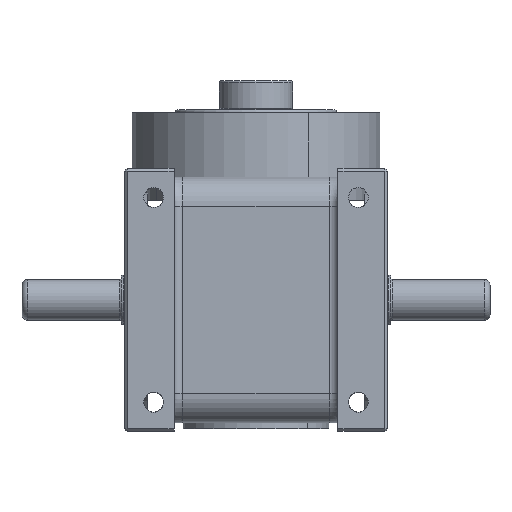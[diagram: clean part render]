
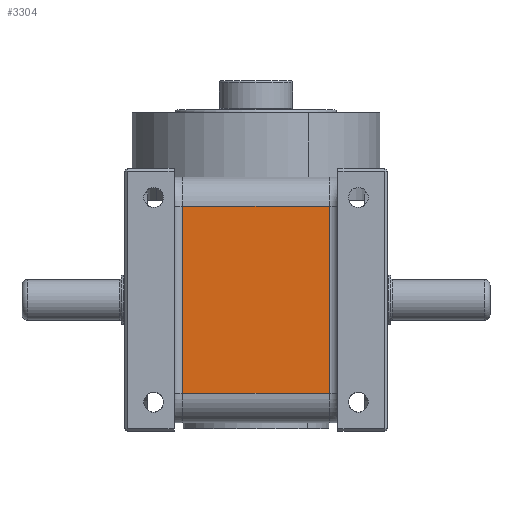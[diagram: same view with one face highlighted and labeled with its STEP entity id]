
A CAD part, front view. The second image highlights one B-rep face of the part: STEP entity #3304.
In plain terms, the highlighted planar face has unit normal (0, -1, 0).
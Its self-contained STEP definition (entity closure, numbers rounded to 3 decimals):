
#114 = VERTEX_POINT ( 'NONE', #8569 ) ;
#256 = EDGE_CURVE ( 'NONE', #114, #17259, #22305, .T. ) ;
#1292 = DIRECTION ( 'NONE',  ( 1., 0., 0. ) ) ;
#3304 = ADVANCED_FACE ( 'NONE', ( #3763 ), #19331, .F. ) ;
#3763 = FACE_OUTER_BOUND ( 'NONE', #17216, .T. ) ;
#4473 = LINE ( 'NONE', #21955, #15145 ) ;
#4689 = VECTOR ( 'NONE', #8647, 1000. ) ;
#5235 = CARTESIAN_POINT ( 'NONE',  ( -25., 6., -48. ) ) ;
#5310 = CARTESIAN_POINT ( 'NONE',  ( -25., 6., -32. ) ) ;
#7227 = DIRECTION ( 'NONE',  ( 0., 1., 0. ) ) ;
#7660 = VERTEX_POINT ( 'NONE', #20101 ) ;
#8347 = VECTOR ( 'NONE', #1292, 1000. ) ;
#8569 = CARTESIAN_POINT ( 'NONE',  ( 25., 6., 32. ) ) ;
#8647 = DIRECTION ( 'NONE',  ( 0., 0., 1. ) ) ;
#9807 = DIRECTION ( 'NONE',  ( -1., 0., 0. ) ) ;
#9818 = DIRECTION ( 'NONE',  ( 0., 0., 1. ) ) ;
#10026 = LINE ( 'NONE', #16682, #4689 ) ;
#11536 = VECTOR ( 'NONE', #9807, 1000. ) ;
#12644 = ORIENTED_EDGE ( 'NONE', *, *, #14797, .T. ) ;
#12944 = VERTEX_POINT ( 'NONE', #15783 ) ;
#12950 = CARTESIAN_POINT ( 'NONE',  ( -25., 6., 32. ) ) ;
#14303 = LINE ( 'NONE', #5310, #8347 ) ;
#14797 = EDGE_CURVE ( 'NONE', #12944, #114, #10026, .T. ) ;
#15145 = VECTOR ( 'NONE', #9818, 1000. ) ;
#15552 = ORIENTED_EDGE ( 'NONE', *, *, #256, .T. ) ;
#15783 = CARTESIAN_POINT ( 'NONE',  ( 25., 6., -32. ) ) ;
#15819 = CARTESIAN_POINT ( 'NONE',  ( -25., 6., 32. ) ) ;
#16042 = ORIENTED_EDGE ( 'NONE', *, *, #23453, .F. ) ;
#16682 = CARTESIAN_POINT ( 'NONE',  ( 25., 6., -48. ) ) ;
#17216 = EDGE_LOOP ( 'NONE', ( #16042, #23755, #12644, #15552 ) ) ;
#17259 = VERTEX_POINT ( 'NONE', #12950 ) ;
#19331 = PLANE ( 'NONE',  #22903 ) ;
#20101 = CARTESIAN_POINT ( 'NONE',  ( -25., 6., -32. ) ) ;
#21379 = DIRECTION ( 'NONE',  ( -1., 0., 0. ) ) ;
#21955 = CARTESIAN_POINT ( 'NONE',  ( -25., 6., -48. ) ) ;
#22305 = LINE ( 'NONE', #15819, #11536 ) ;
#22903 = AXIS2_PLACEMENT_3D ( 'NONE', #5235, #7227, #21379 ) ;
#23453 = EDGE_CURVE ( 'NONE', #7660, #17259, #4473, .T. ) ;
#23755 = ORIENTED_EDGE ( 'NONE', *, *, #25017, .T. ) ;
#25017 = EDGE_CURVE ( 'NONE', #7660, #12944, #14303, .T. ) ;
